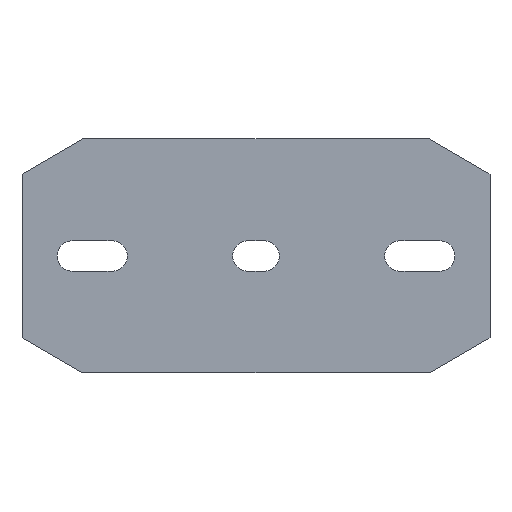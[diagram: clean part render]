
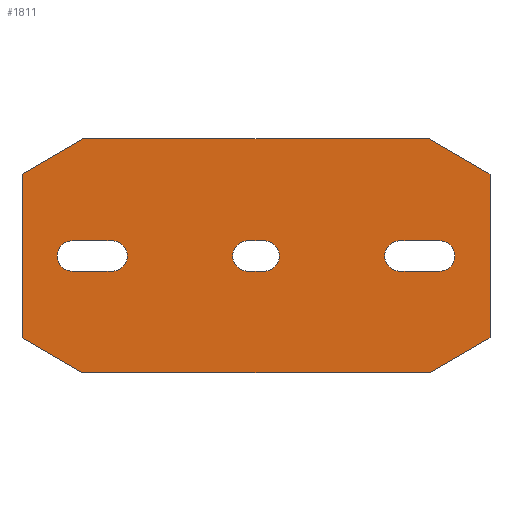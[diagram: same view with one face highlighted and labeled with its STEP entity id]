
A CAD part, front view. The second image highlights one B-rep face of the part: STEP entity #1811.
In plain terms, the highlighted planar face has unit normal (0, -1, 0).
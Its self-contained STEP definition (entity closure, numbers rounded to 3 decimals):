
#2=DIRECTION('',(-0.866,0.,0.5));
#3=VECTOR('',#2,30.);
#4=CARTESIAN_POINT('',(-74.019,0.,-50.));
#5=LINE('',#4,#3);
#6=DIRECTION('',(0.,0.,1.));
#7=VECTOR('',#6,70.);
#8=CARTESIAN_POINT('',(-100.,0.,-35.));
#9=LINE('',#8,#7);
#10=DIRECTION('',(0.866,0.,0.5));
#11=VECTOR('',#10,30.);
#12=CARTESIAN_POINT('',(-100.,0.,35.));
#13=LINE('',#12,#11);
#14=DIRECTION('',(1.,0.,0.));
#15=VECTOR('',#14,148.038);
#16=CARTESIAN_POINT('',(-74.019,0.,50.));
#17=LINE('',#16,#15);
#18=DIRECTION('',(0.866,0.,-0.5));
#19=VECTOR('',#18,30.);
#20=CARTESIAN_POINT('',(74.019,0.,50.));
#21=LINE('',#20,#19);
#22=DIRECTION('',(0.,0.,-1.));
#23=VECTOR('',#22,70.);
#24=CARTESIAN_POINT('',(100.,0.,35.));
#25=LINE('',#24,#23);
#26=DIRECTION('',(-0.866,0.,-0.5));
#27=VECTOR('',#26,30.);
#28=CARTESIAN_POINT('',(100.,0.,-35.));
#29=LINE('',#28,#27);
#30=DIRECTION('',(-1.,0.,0.));
#31=VECTOR('',#30,148.038);
#32=CARTESIAN_POINT('',(74.019,0.,-50.));
#33=LINE('',#32,#31);
#34=CARTESIAN_POINT('',(-78.5,0.,0.));
#35=DIRECTION('',(0.,1.,0.));
#36=DIRECTION('',(0.,0.,-1.));
#37=AXIS2_PLACEMENT_3D('',#34,#35,#36);
#39=DIRECTION('',(-1.,0.,0.));
#40=VECTOR('',#39,17.);
#41=CARTESIAN_POINT('',(-61.5,0.,-6.5));
#42=LINE('',#41,#40);
#43=CARTESIAN_POINT('',(-61.5,0.,0.));
#44=DIRECTION('',(0.,1.,0.));
#45=DIRECTION('',(0.,0.,1.));
#46=AXIS2_PLACEMENT_3D('',#43,#44,#45);
#48=DIRECTION('',(1.,0.,0.));
#49=VECTOR('',#48,17.);
#50=CARTESIAN_POINT('',(-78.5,0.,6.5));
#51=LINE('',#50,#49);
#52=CARTESIAN_POINT('',(78.5,0.,0.));
#53=DIRECTION('',(0.,-1.,0.));
#54=DIRECTION('',(0.,0.,-1.));
#55=AXIS2_PLACEMENT_3D('',#52,#53,#54);
#57=DIRECTION('',(-1.,0.,0.));
#58=VECTOR('',#57,17.);
#59=CARTESIAN_POINT('',(78.5,0.,6.5));
#60=LINE('',#59,#58);
#61=CARTESIAN_POINT('',(61.5,0.,0.));
#62=DIRECTION('',(0.,-1.,0.));
#63=DIRECTION('',(0.,0.,1.));
#64=AXIS2_PLACEMENT_3D('',#61,#62,#63);
#66=DIRECTION('',(1.,0.,0.));
#67=VECTOR('',#66,17.);
#68=CARTESIAN_POINT('',(61.5,0.,-6.5));
#69=LINE('',#68,#67);
#70=CARTESIAN_POINT('',(-3.5,0.,0.));
#71=DIRECTION('',(0.,1.,0.));
#72=DIRECTION('',(0.,0.,-1.));
#73=AXIS2_PLACEMENT_3D('',#70,#71,#72);
#75=DIRECTION('',(-1.,0.,0.));
#76=VECTOR('',#75,7.);
#77=CARTESIAN_POINT('',(3.5,0.,-6.5));
#78=LINE('',#77,#76);
#79=CARTESIAN_POINT('',(3.5,0.,0.));
#80=DIRECTION('',(0.,1.,0.));
#81=DIRECTION('',(0.,0.,1.));
#82=AXIS2_PLACEMENT_3D('',#79,#80,#81);
#84=DIRECTION('',(1.,0.,0.));
#85=VECTOR('',#84,7.);
#86=CARTESIAN_POINT('',(-3.5,0.,6.5));
#87=LINE('',#86,#85);
#1342=CARTESIAN_POINT('',(-74.019,0.,-50.));
#1343=CARTESIAN_POINT('',(-100.,0.,-35.));
#1344=VERTEX_POINT('',#1342);
#1345=VERTEX_POINT('',#1343);
#1346=CARTESIAN_POINT('',(-100.,0.,35.));
#1347=VERTEX_POINT('',#1346);
#1348=CARTESIAN_POINT('',(-74.019,0.,50.));
#1349=VERTEX_POINT('',#1348);
#1350=CARTESIAN_POINT('',(74.019,0.,50.));
#1351=VERTEX_POINT('',#1350);
#1352=CARTESIAN_POINT('',(100.,0.,35.));
#1353=VERTEX_POINT('',#1352);
#1354=CARTESIAN_POINT('',(100.,0.,-35.));
#1355=VERTEX_POINT('',#1354);
#1356=CARTESIAN_POINT('',(74.019,0.,-50.));
#1357=VERTEX_POINT('',#1356);
#1374=CARTESIAN_POINT('',(-78.5,0.,-6.5));
#1375=CARTESIAN_POINT('',(-78.5,0.,6.5));
#1376=VERTEX_POINT('',#1374);
#1377=VERTEX_POINT('',#1375);
#1378=CARTESIAN_POINT('',(-61.5,0.,6.5));
#1379=VERTEX_POINT('',#1378);
#1380=CARTESIAN_POINT('',(-61.5,0.,-6.5));
#1381=VERTEX_POINT('',#1380);
#1390=CARTESIAN_POINT('',(78.5,0.,-6.5));
#1391=CARTESIAN_POINT('',(78.5,0.,6.5));
#1392=VERTEX_POINT('',#1390);
#1393=VERTEX_POINT('',#1391);
#1394=CARTESIAN_POINT('',(61.5,0.,6.5));
#1395=VERTEX_POINT('',#1394);
#1396=CARTESIAN_POINT('',(61.5,0.,-6.5));
#1397=VERTEX_POINT('',#1396);
#1406=CARTESIAN_POINT('',(-3.5,0.,-6.5));
#1407=CARTESIAN_POINT('',(-3.5,0.,6.5));
#1408=VERTEX_POINT('',#1406);
#1409=VERTEX_POINT('',#1407);
#1410=CARTESIAN_POINT('',(3.5,0.,6.5));
#1411=VERTEX_POINT('',#1410);
#1412=CARTESIAN_POINT('',(3.5,0.,-6.5));
#1413=VERTEX_POINT('',#1412);
#1758=CARTESIAN_POINT('',(0.,0.,0.));
#1759=DIRECTION('',(0.,1.,0.));
#1760=DIRECTION('',(1.,0.,0.));
#1761=AXIS2_PLACEMENT_3D('',#1758,#1759,#1760);
#1762=PLANE('',#1761);
#1764=ORIENTED_EDGE('',*,*,#1763,.T.);
#1766=ORIENTED_EDGE('',*,*,#1765,.T.);
#1768=ORIENTED_EDGE('',*,*,#1767,.T.);
#1770=ORIENTED_EDGE('',*,*,#1769,.T.);
#1772=ORIENTED_EDGE('',*,*,#1771,.T.);
#1774=ORIENTED_EDGE('',*,*,#1773,.T.);
#1776=ORIENTED_EDGE('',*,*,#1775,.T.);
#1778=ORIENTED_EDGE('',*,*,#1777,.T.);
#1779=EDGE_LOOP('',(#1764,#1766,#1768,#1770,#1772,#1774,#1776,#1778));
#1780=FACE_OUTER_BOUND('',#1779,.F.);
#1782=ORIENTED_EDGE('',*,*,#1781,.F.);
#1784=ORIENTED_EDGE('',*,*,#1783,.F.);
#1786=ORIENTED_EDGE('',*,*,#1785,.F.);
#1788=ORIENTED_EDGE('',*,*,#1787,.F.);
#1789=EDGE_LOOP('',(#1782,#1784,#1786,#1788));
#1790=FACE_BOUND('',#1789,.F.);
#1792=ORIENTED_EDGE('',*,*,#1791,.T.);
#1794=ORIENTED_EDGE('',*,*,#1793,.T.);
#1796=ORIENTED_EDGE('',*,*,#1795,.T.);
#1798=ORIENTED_EDGE('',*,*,#1797,.T.);
#1799=EDGE_LOOP('',(#1792,#1794,#1796,#1798));
#1800=FACE_BOUND('',#1799,.F.);
#1802=ORIENTED_EDGE('',*,*,#1801,.F.);
#1804=ORIENTED_EDGE('',*,*,#1803,.F.);
#1806=ORIENTED_EDGE('',*,*,#1805,.F.);
#1808=ORIENTED_EDGE('',*,*,#1807,.F.);
#1809=EDGE_LOOP('',(#1802,#1804,#1806,#1808));
#1810=FACE_BOUND('',#1809,.F.);
#1811=ADVANCED_FACE('',(#1780,#1790,#1800,#1810),#1762,.F.);
#38=CIRCLE('',#37,6.5);
#47=CIRCLE('',#46,6.5);
#56=CIRCLE('',#55,6.5);
#65=CIRCLE('',#64,6.5);
#74=CIRCLE('',#73,6.5);
#83=CIRCLE('',#82,6.5);
#1763=EDGE_CURVE('',#1344,#1345,#5,.T.);
#1765=EDGE_CURVE('',#1345,#1347,#9,.T.);
#1767=EDGE_CURVE('',#1347,#1349,#13,.T.);
#1769=EDGE_CURVE('',#1349,#1351,#17,.T.);
#1771=EDGE_CURVE('',#1351,#1353,#21,.T.);
#1773=EDGE_CURVE('',#1353,#1355,#25,.T.);
#1775=EDGE_CURVE('',#1355,#1357,#29,.T.);
#1777=EDGE_CURVE('',#1357,#1344,#33,.T.);
#1781=EDGE_CURVE('',#1376,#1377,#38,.T.);
#1783=EDGE_CURVE('',#1381,#1376,#42,.T.);
#1785=EDGE_CURVE('',#1379,#1381,#47,.T.);
#1787=EDGE_CURVE('',#1377,#1379,#51,.T.);
#1791=EDGE_CURVE('',#1392,#1393,#56,.T.);
#1793=EDGE_CURVE('',#1393,#1395,#60,.T.);
#1795=EDGE_CURVE('',#1395,#1397,#65,.T.);
#1797=EDGE_CURVE('',#1397,#1392,#69,.T.);
#1801=EDGE_CURVE('',#1408,#1409,#74,.T.);
#1803=EDGE_CURVE('',#1413,#1408,#78,.T.);
#1805=EDGE_CURVE('',#1411,#1413,#83,.T.);
#1807=EDGE_CURVE('',#1409,#1411,#87,.T.);
